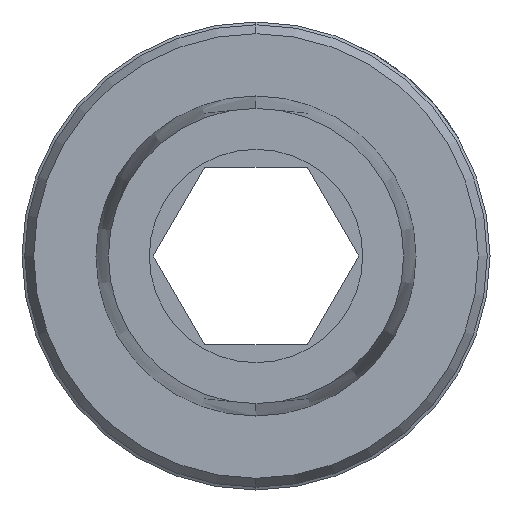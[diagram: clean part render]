
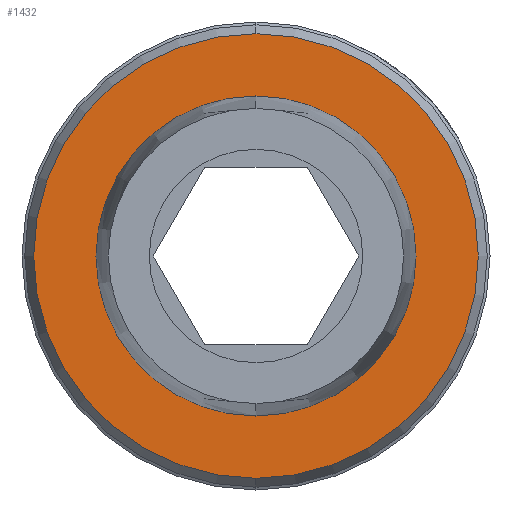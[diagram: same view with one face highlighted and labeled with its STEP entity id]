
A CAD part, left-side view. The second image highlights one B-rep face of the part: STEP entity #1432.
In plain terms, the highlighted planar face has unit normal (-1, 0, 0).
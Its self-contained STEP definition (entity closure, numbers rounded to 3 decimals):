
#76 = DIRECTION ( 'NONE',  ( 0., 0., -1. ) ) ;
#228 = CARTESIAN_POINT ( 'NONE',  ( 14., 0., -4.5 ) ) ;
#268 = DIRECTION ( 'NONE',  ( 0., 0., -1. ) ) ;
#341 = CARTESIAN_POINT ( 'NONE',  ( 14., 0., 4.5 ) ) ;
#517 = EDGE_CURVE ( 'NONE', #1032, #1237, #4092, .T. ) ;
#587 = CARTESIAN_POINT ( 'NONE',  ( 14., 0., -6.25 ) ) ;
#833 = AXIS2_PLACEMENT_3D ( 'NONE', #3468, #3101, #2395 ) ;
#854 = DIRECTION ( 'NONE',  ( -1., 0., 0. ) ) ;
#894 = FACE_BOUND ( 'NONE', #980, .T. ) ;
#980 = EDGE_LOOP ( 'NONE', ( #2534, #3565 ) ) ;
#1032 = VERTEX_POINT ( 'NONE', #1855 ) ;
#1237 = VERTEX_POINT ( 'NONE', #587 ) ;
#1331 = VERTEX_POINT ( 'NONE', #341 ) ;
#1405 = EDGE_CURVE ( 'NONE', #1331, #3626, #2146, .T. ) ;
#1432 = ADVANCED_FACE ( 'NONE', ( #4194, #894 ), #1945, .F. ) ;
#1521 = ORIENTED_EDGE ( 'NONE', *, *, #2152, .T. ) ;
#1855 = CARTESIAN_POINT ( 'NONE',  ( 14., 0., 6.25 ) ) ;
#1904 = ORIENTED_EDGE ( 'NONE', *, *, #517, .T. ) ;
#1945 = PLANE ( 'NONE',  #2613 ) ;
#1989 = AXIS2_PLACEMENT_3D ( 'NONE', #3730, #3351, #4418 ) ;
#2146 = CIRCLE ( 'NONE', #1989, 4.5 ) ;
#2152 = EDGE_CURVE ( 'NONE', #1237, #1032, #4104, .T. ) ;
#2395 = DIRECTION ( 'NONE',  ( 0., 0., 1. ) ) ;
#2534 = ORIENTED_EDGE ( 'NONE', *, *, #1405, .F. ) ;
#2613 = AXIS2_PLACEMENT_3D ( 'NONE', #3476, #3850, #76 ) ;
#3080 = AXIS2_PLACEMENT_3D ( 'NONE', #4198, #854, #4629 ) ;
#3101 = DIRECTION ( 'NONE',  ( -1., 0., 0. ) ) ;
#3128 = EDGE_CURVE ( 'NONE', #3626, #1331, #4265, .T. ) ;
#3351 = DIRECTION ( 'NONE',  ( -1., 0., 0. ) ) ;
#3468 = CARTESIAN_POINT ( 'NONE',  ( 14., 0., 0. ) ) ;
#3476 = CARTESIAN_POINT ( 'NONE',  ( 14., 0., 0. ) ) ;
#3543 = AXIS2_PLACEMENT_3D ( 'NONE', #3977, #3603, #268 ) ;
#3565 = ORIENTED_EDGE ( 'NONE', *, *, #3128, .F. ) ;
#3603 = DIRECTION ( 'NONE',  ( -1., 0., 0. ) ) ;
#3626 = VERTEX_POINT ( 'NONE', #228 ) ;
#3730 = CARTESIAN_POINT ( 'NONE',  ( 14., 0., 0. ) ) ;
#3850 = DIRECTION ( 'NONE',  ( 1., 0., 0. ) ) ;
#3851 = EDGE_LOOP ( 'NONE', ( #1521, #1904 ) ) ;
#3977 = CARTESIAN_POINT ( 'NONE',  ( 14., 0., 0. ) ) ;
#4092 = CIRCLE ( 'NONE', #3543, 6.25 ) ;
#4104 = CIRCLE ( 'NONE', #3080, 6.25 ) ;
#4194 = FACE_OUTER_BOUND ( 'NONE', #3851, .T. ) ;
#4198 = CARTESIAN_POINT ( 'NONE',  ( 14., 0., 0. ) ) ;
#4265 = CIRCLE ( 'NONE', #833, 4.5 ) ;
#4418 = DIRECTION ( 'NONE',  ( 0., 0., 1. ) ) ;
#4629 = DIRECTION ( 'NONE',  ( 0., 0., -1. ) ) ;
